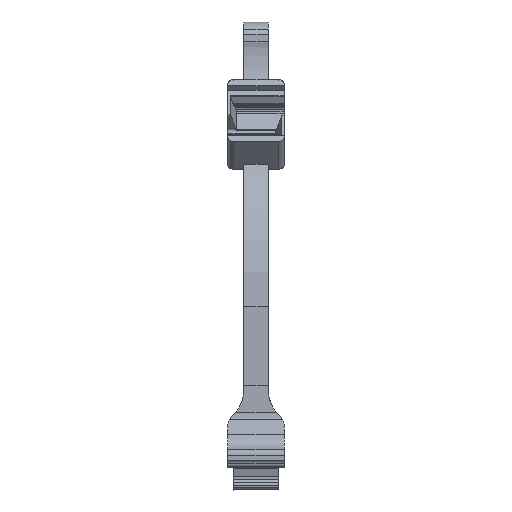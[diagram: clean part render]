
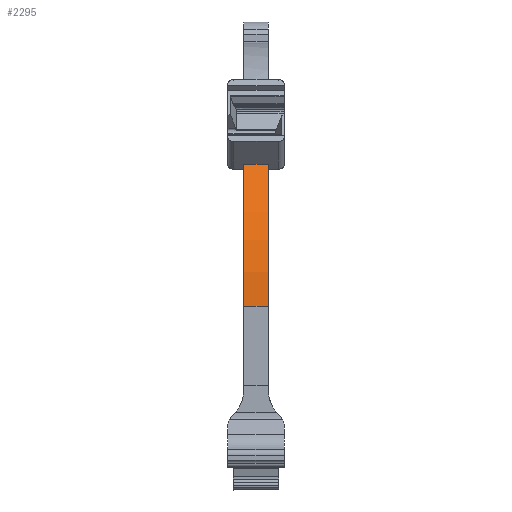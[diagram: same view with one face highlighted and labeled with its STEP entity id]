
A CAD part, front view. The second image highlights one B-rep face of the part: STEP entity #2295.
In plain terms, the highlighted cylindrical face has radius 18.076 mm (diameter 36.152 mm), a partial arc.
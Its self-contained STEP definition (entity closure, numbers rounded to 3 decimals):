
#2282=AXIS2_PLACEMENT_3D('Cylinder Axis2P3D',#2279,#2280,#2281) ;
#811=CARTESIAN_POINT('Vertex',(1.422,8.436,29.47)) ;
#814=CARTESIAN_POINT('Line Origine',(2.539,8.436,29.47)) ;
#818=CARTESIAN_POINT('Vertex',(3.656,8.436,29.47)) ;
#868=CARTESIAN_POINT('Control Point',(3.656,3.097,16.644)) ;
#869=CARTESIAN_POINT('Control Point',(3.656,3.097,18.31)) ;
#870=CARTESIAN_POINT('Control Point',(3.656,3.289,19.977)) ;
#871=CARTESIAN_POINT('Control Point',(3.656,3.673,21.613)) ;
#872=CARTESIAN_POINT('Control Point',(3.656,4.647,24.313)) ;
#873=CARTESIAN_POINT('Control Point',(3.656,6.125,26.764)) ;
#874=CARTESIAN_POINT('Control Point',(3.656,6.822,27.73)) ;
#875=CARTESIAN_POINT('Control Point',(3.656,7.594,28.634)) ;
#876=CARTESIAN_POINT('Control Point',(3.656,8.436,29.47)) ;
#877=CARTESIAN_POINT('Vertex',(3.656,3.097,16.644)) ;
#964=CARTESIAN_POINT('Vertex',(1.422,3.097,16.644)) ;
#968=CARTESIAN_POINT('Control Point',(1.422,3.097,16.644)) ;
#969=CARTESIAN_POINT('Control Point',(1.422,3.097,18.31)) ;
#970=CARTESIAN_POINT('Control Point',(1.422,3.289,19.977)) ;
#971=CARTESIAN_POINT('Control Point',(1.422,3.673,21.613)) ;
#972=CARTESIAN_POINT('Control Point',(1.422,4.647,24.313)) ;
#973=CARTESIAN_POINT('Control Point',(1.422,6.125,26.764)) ;
#974=CARTESIAN_POINT('Control Point',(1.422,6.822,27.73)) ;
#975=CARTESIAN_POINT('Control Point',(1.422,7.594,28.634)) ;
#976=CARTESIAN_POINT('Control Point',(1.422,8.436,29.47)) ;
#2279=CARTESIAN_POINT('Axis2P3D Location',(2.539,21.173,16.644)) ;
#2284=CARTESIAN_POINT('Line Origine',(2.539,3.097,16.644)) ;
#815=DIRECTION('Vector Direction',(-1.,0.,0.)) ;
#2280=DIRECTION('Axis2P3D Direction',(1.,0.,0.)) ;
#2281=DIRECTION('Axis2P3D XDirection',(0.,-0.705,0.71)) ;
#2285=DIRECTION('Vector Direction',(1.,0.,0.)) ;
#816=VECTOR('Line Direction',#815,1.) ;
#2286=VECTOR('Line Direction',#2285,1.) ;
#2290=ORIENTED_EDGE('',*,*,#2288,.F.) ;
#2291=ORIENTED_EDGE('',*,*,#879,.T.) ;
#2292=ORIENTED_EDGE('',*,*,#820,.T.) ;
#2293=ORIENTED_EDGE('',*,*,#977,.F.) ;
#2295=ADVANCED_FACE('V1',(#2294),#2283,.T.) ;
#867=B_SPLINE_CURVE_WITH_KNOTS('',5,(#868,#869,#870,#871,#872,#873,#874,#875,#876),.UNSPECIFIED.,.F.,.U.,(6,3,6),(0.,11.802,20.201),.UNSPECIFIED.) ;
#967=B_SPLINE_CURVE_WITH_KNOTS('',5,(#968,#969,#970,#971,#972,#973,#974,#975,#976),.UNSPECIFIED.,.F.,.U.,(6,3,6),(0.,11.802,20.201),.UNSPECIFIED.) ;
#2283=CYLINDRICAL_SURFACE('generated cylinder',#2282,18.076) ;
#820=EDGE_CURVE('',#819,#812,#817,.T.) ;
#879=EDGE_CURVE('',#878,#819,#867,.T.) ;
#977=EDGE_CURVE('',#965,#812,#967,.T.) ;
#2288=EDGE_CURVE('',#878,#965,#2287,.F.) ;
#2289=EDGE_LOOP('',(#2290,#2291,#2292,#2293)) ;
#2294=FACE_OUTER_BOUND('',#2289,.T.) ;
#817=LINE('Line',#814,#816) ;
#2287=LINE('Line',#2284,#2286) ;
#812=VERTEX_POINT('',#811) ;
#819=VERTEX_POINT('',#818) ;
#878=VERTEX_POINT('',#877) ;
#965=VERTEX_POINT('',#964) ;
